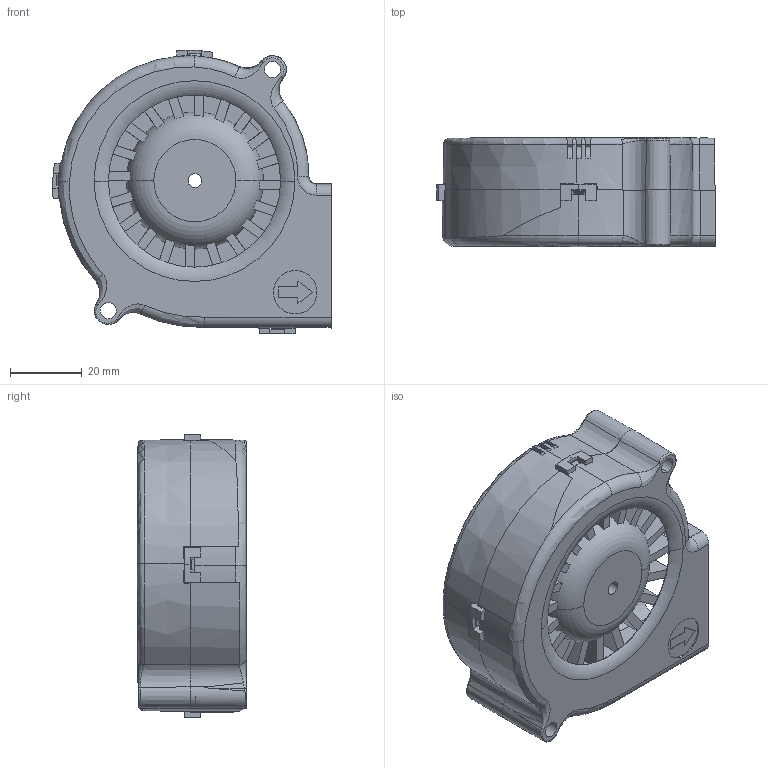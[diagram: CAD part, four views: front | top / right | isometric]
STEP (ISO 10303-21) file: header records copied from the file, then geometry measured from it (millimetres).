
FILE_DESCRIPTION((''),'2;1');
FILE_NAME('22222222222','2017-07-07T',('DJOKOVIC.LIU'),(''),'CREO PARAMETRIC BY PTC INC, 2015080','CREO PARAMETRIC BY PTC INC, 2015080','');
FILE_SCHEMA(('CONFIG_CONTROL_DESIGN'));
Length unit declared in the file: millimetre
Products named in the file (1): 22222222222
Bounding box: 77.54 x 30.48 x 78.9 mm (x, y, z)
Volume: 64873.7 mm3; surface area: 44706.9 mm2
Topology: 1 solids, 5 shells, 693 faces, 1993 edges, 1297 vertices
Faces by surface type: plane 325, cylinder 174, bspline 85, torus 56, cone 53
Entity records: 28427 total; most frequent: CARTESIAN_POINT 11029, ORIENTED_EDGE 3982, DIRECTION 3261, EDGE_CURVE 1991, VERTEX_POINT 1297, AXIS2_PLACEMENT_3D 1185, VECTOR 891, LINE 891
